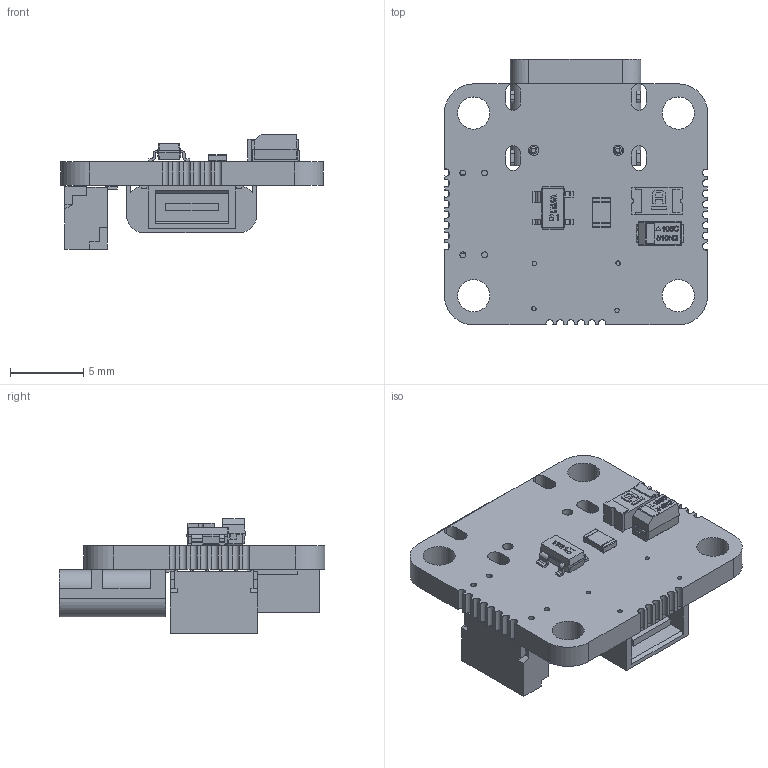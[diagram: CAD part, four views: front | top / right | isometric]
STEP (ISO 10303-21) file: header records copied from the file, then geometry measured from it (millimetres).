
FILE_DESCRIPTION(/* description */ (''),/* implementation_level */ '2;1');
FILE_NAME(/* name */ 'DB-rev4-bot-connector.step',/* time_stamp */ '2021-08-04T20:49:12+07:00',/* author */ (''),/* organization */ (''),/* preprocessor_version */ 'ST-DEVELOPER v18.1',/* originating_system */ 'Autodesk Translation Framework v10.9.0.1377',/* authorisation */ '');
FILE_SCHEMA (('AUTOMOTIVE_DESIGN { 1 0 10303 214 3 1 1 }'));
Length unit declared in the file: millimetre
Products named in the file (16): (Unsaved); BM04B-SRSS-TB; SOLID (1); HRO-TYPE-C-31-M-12; SOLID (3); JST-SR-4; SOLID; PRTR5V0U2X; SOLID (4); NSMF200-2; COMPOUND; CP_EIA-3216-18_Kemet-A_v3; COMPOUND (1); R_0805_2012Metric; SOLID (2); COMPOUND (2)
Assembly tree (15 placements, depth 3):
  (Unsaved)
    BM04B-SRSS-TB
      SOLID (1)
    HRO-TYPE-C-31-M-12
      SOLID (3)
    JST-SR-4
      SOLID
    PRTR5V0U2X
      SOLID (4)
    NSMF200-2
      COMPOUND
    CP_EIA-3216-18_Kemet-A_v3
      COMPOUND (1)
    R_0805_2012Metric
      SOLID (2)
    COMPOUND (2)
Bounding box: 18 x 18.2 x 7.83 mm (x, y, z)
Volume: 642.4 mm3; surface area: 1640.3 mm2
Topology: 22 solids, 22 shells, 893 faces, 2423 edges, 1584 vertices
Faces by surface type: plane 624, bspline 156, cylinder 103, cone 10
Full cylindrical faces by diameter (mm): 0.3 x4, 0.4 x4, 0.5 x2, 0.7 x2, 2.2 x4
Entity records: 29973 total; most frequent: CARTESIAN_POINT 7565, ORIENTED_EDGE 4830, DIRECTION 3871, EDGE_CURVE 2415, LINE 1875, VECTOR 1875, VERTEX_POINT 1582, AXIS2_PLACEMENT_3D 998
